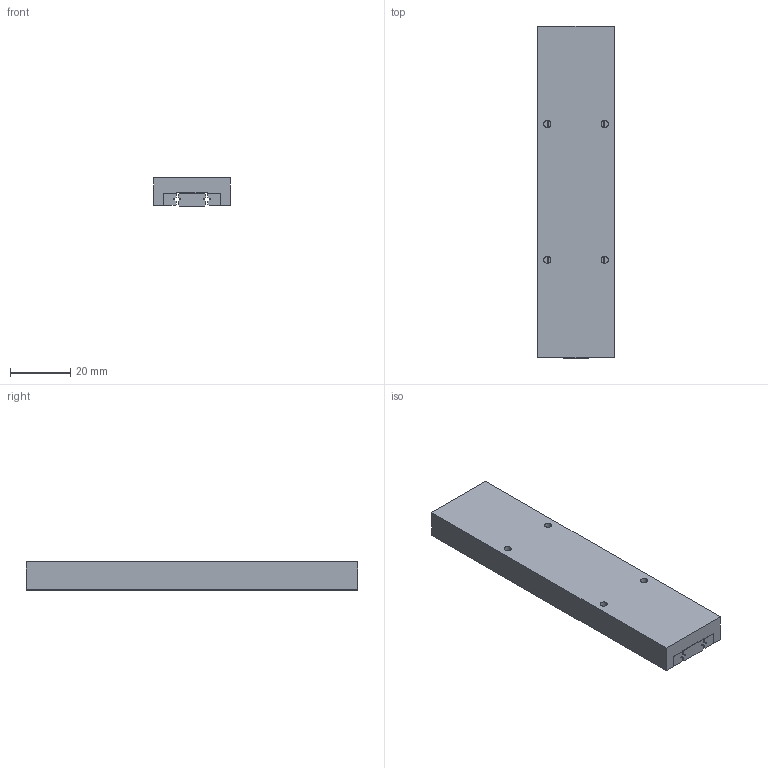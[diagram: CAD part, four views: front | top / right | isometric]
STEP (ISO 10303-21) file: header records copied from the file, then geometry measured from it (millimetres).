
FILE_DESCRIPTION((''),'2;1');
FILE_NAME('LP10-4-3.stp','2003-10-26T15:49:14',('Raul'),(''),'Autodesk Inventor (tm) 5.3','Autodesk Inventor (tm) 5.3','');
FILE_SCHEMA(('CONFIG_CONTROL_DESIGN'));
Length unit declared in the file: inch
Products named in the file (5): LP10-4-3; LP10-4-3 TOP-PLATE; LP10-4-3 RAIL-A; LP10-4-3 RAIL-B; LP10-4-3 SLIDE
Assembly tree (4 placements, depth 2):
  LP10-4-3
    LP10-4-3 TOP-PLATE
    LP10-4-3 RAIL-A
    LP10-4-3 RAIL-B
    LP10-4-3 SLIDE
Bounding box: 25.4 x 110.01 x 9.4 mm (x, y, z)
Volume: 24066.2 mm3; surface area: 16268.9 mm2
Topology: 4 solids, 4 shells, 127 faces, 340 edges, 224 vertices
Faces by surface type: plane 68, bspline 59
Entity records: 5307 total; most frequent: CARTESIAN_POINT 1549, ORIENTED_EDGE 680, DIRECTION 598, EDGE_CURVE 340, VECTOR 236, LINE 236, VERTEX_POINT 224, AXIS2_PLACEMENT_3D 181
